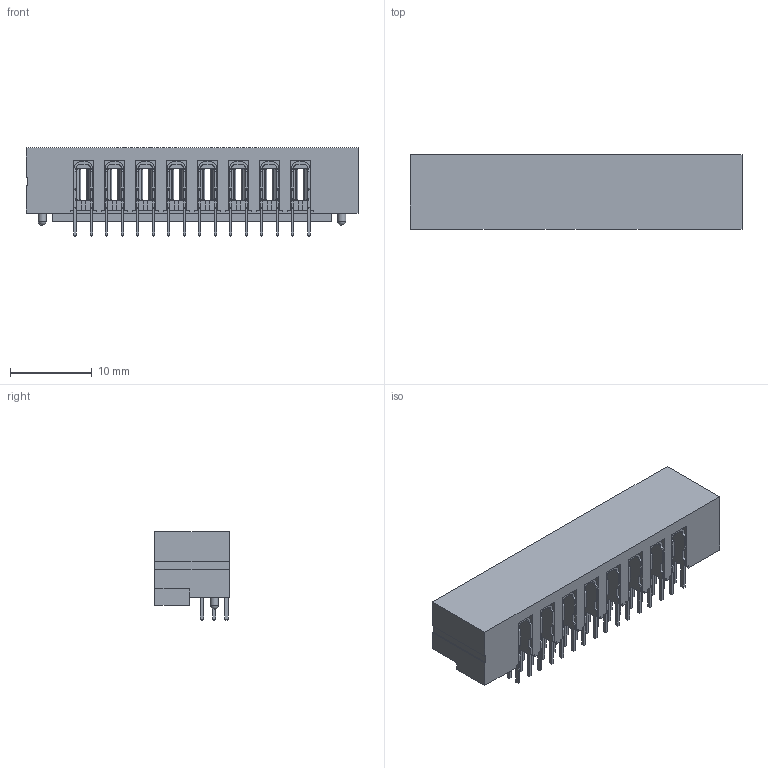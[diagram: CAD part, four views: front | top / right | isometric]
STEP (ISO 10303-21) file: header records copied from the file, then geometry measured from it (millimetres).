
FILE_DESCRIPTION(/* description */ ('STEP AP214'),/* implementation_level */ '2;1');
FILE_NAME(/* name */ 'UPT-08-01-01-L-RA',/* time_stamp */ '2024-03-26T20:23:04+01:00',/* author */ ('License CC BY-ND 4.0'),/* organization */ ('CADENAS'),/* preprocessor_version */ 'ST-DEVELOPER v19.3',/* originating_system */ 'PARTsolutions',/* authorisation */ ' ');
FILE_SCHEMA (('AUTOMOTIVE_DESIGN {1 0 10303 214 3 1 1}'));
Length unit declared in the file: millimetre
Products named in the file (3): UPT-08-01-01-L-RA; UPT-03.0-0801-L-RAterminal; UPT-03.0-0801-L-RApins
Assembly tree (2 placements, depth 2):
  UPT-08-01-01-L-RA
    UPT-03.0-0801-L-RAterminal
    UPT-03.0-0801-L-RApins
Bounding box: 40.74 x 9.12 x 10.82 mm (x, y, z)
Volume: 1609.7 mm3; surface area: 4239.2 mm2
Topology: 2 solids, 2 shells, 1391 faces, 3881 edges, 2517 vertices
Faces by surface type: plane 1051, cylinder 338, sphere 2
Full cylindrical faces by diameter (mm): 1 x2
Entity records: 44186 total; most frequent: CARTESIAN_POINT 7778, ORIENTED_EDGE 7744, DIRECTION 7416, EDGE_CURVE 3872, LINE 3116, VECTOR 3116, VERTEX_POINT 2512, AXIS2_PLACEMENT_3D 2150
